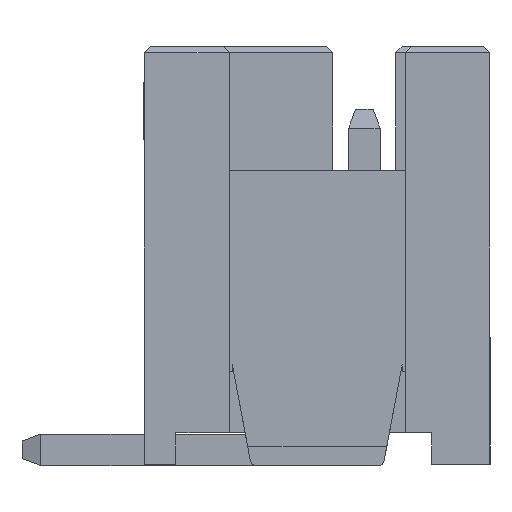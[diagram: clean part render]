
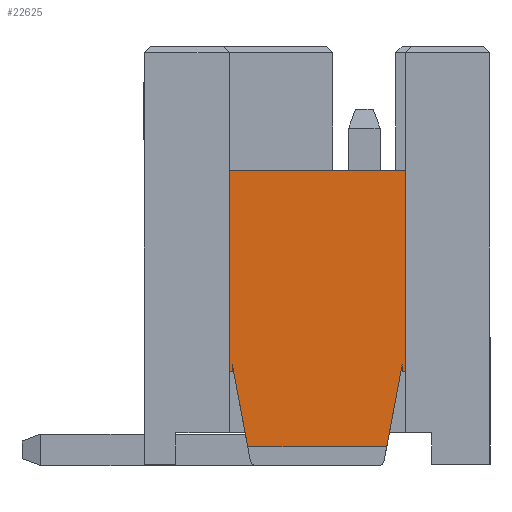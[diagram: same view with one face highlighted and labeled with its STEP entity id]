
A CAD part, left-side view. The second image highlights one B-rep face of the part: STEP entity #22625.
In plain terms, the highlighted planar face has unit normal (-1, 0, 0).
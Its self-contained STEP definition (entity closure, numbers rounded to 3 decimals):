
#184 = EDGE_CURVE ( 'NONE', #5444, #11568, #1378, .T. ) ;
#654 = VERTEX_POINT ( 'NONE', #6564 ) ;
#662 = ORIENTED_EDGE ( 'NONE', *, *, #1862, .F. ) ;
#1378 = LINE ( 'NONE', #7052, #5003 ) ;
#1565 = EDGE_CURVE ( 'NONE', #8172, #7029, #9933, .T. ) ;
#1583 = CARTESIAN_POINT ( 'NONE',  ( -7.5, -2.775, 1.48 ) ) ;
#1713 = EDGE_LOOP ( 'NONE', ( #4729, #20095, #662, #10834, #14222, #9889, #16636, #12994, #4482, #3396 ) ) ;
#1862 = EDGE_CURVE ( 'NONE', #7029, #5444, #21487, .T. ) ;
#2474 = CARTESIAN_POINT ( 'NONE',  ( -7.5, 0.825, 1.48 ) ) ;
#2834 = CARTESIAN_POINT ( 'NONE',  ( -7.5, 0.375, 1.58 ) ) ;
#3067 = DIRECTION ( 'NONE',  ( 0., 0.184, 0.983 ) ) ;
#3396 = ORIENTED_EDGE ( 'NONE', *, *, #9188, .T. ) ;
#3931 = CARTESIAN_POINT ( 'NONE',  ( -7.5, 0.375, 1.48 ) ) ;
#4179 = DIRECTION ( 'NONE',  ( 0., 0.184, -0.983 ) ) ;
#4221 = DIRECTION ( 'NONE',  ( -1., 0., 0. ) ) ;
#4280 = AXIS2_PLACEMENT_3D ( 'NONE', #22007, #4221, #15876 ) ;
#4482 = ORIENTED_EDGE ( 'NONE', *, *, #6036, .T. ) ;
#4608 = VERTEX_POINT ( 'NONE', #13234 ) ;
#4729 = ORIENTED_EDGE ( 'NONE', *, *, #5262, .F. ) ;
#4985 = VECTOR ( 'NONE', #6974, 1000. ) ;
#5003 = VECTOR ( 'NONE', #3067, 1000. ) ;
#5262 = EDGE_CURVE ( 'NONE', #11568, #12260, #20844, .T. ) ;
#5444 = VERTEX_POINT ( 'NONE', #9682 ) ;
#5903 = CARTESIAN_POINT ( 'NONE',  ( -7.5, 0.825, 1.48 ) ) ;
#6036 = EDGE_CURVE ( 'NONE', #4608, #654, #19502, .T. ) ;
#6291 = EDGE_CURVE ( 'NONE', #18994, #8172, #10572, .T. ) ;
#6453 = CARTESIAN_POINT ( 'NONE',  ( -7.5, -2.325, 0.18 ) ) ;
#6564 = CARTESIAN_POINT ( 'NONE',  ( -7.5, 0.825, 1.48 ) ) ;
#6567 = LINE ( 'NONE', #2474, #18717 ) ;
#6974 = DIRECTION ( 'NONE',  ( 0., 0., -1. ) ) ;
#7029 = VERTEX_POINT ( 'NONE', #20794 ) ;
#7052 = CARTESIAN_POINT ( 'NONE',  ( -7.5, 0.03, -0.262 ) ) ;
#7179 = EDGE_CURVE ( 'NONE', #24677, #7853, #21149, .T. ) ;
#7675 = VECTOR ( 'NONE', #12064, 1000. ) ;
#7853 = VERTEX_POINT ( 'NONE', #13123 ) ;
#7990 = DIRECTION ( 'NONE',  ( 0., -1., 0. ) ) ;
#8055 = VECTOR ( 'NONE', #7990, 1000. ) ;
#8167 = VECTOR ( 'NONE', #14283, 1000. ) ;
#8172 = VERTEX_POINT ( 'NONE', #15704 ) ;
#9188 = EDGE_CURVE ( 'NONE', #654, #12260, #6567, .T. ) ;
#9383 = VECTOR ( 'NONE', #11144, 1000. ) ;
#9682 = CARTESIAN_POINT ( 'NONE',  ( -7.5, 0.131, 0.28 ) ) ;
#9889 = ORIENTED_EDGE ( 'NONE', *, *, #20194, .T. ) ;
#9933 = LINE ( 'NONE', #17769, #12639 ) ;
#9952 = CARTESIAN_POINT ( 'NONE',  ( -7.5, -2.325, 0.28 ) ) ;
#10572 = LINE ( 'NONE', #6453, #8167 ) ;
#10834 = ORIENTED_EDGE ( 'NONE', *, *, #1565, .F. ) ;
#11144 = DIRECTION ( 'NONE',  ( 0., 0., 1. ) ) ;
#11543 = EDGE_CURVE ( 'NONE', #7853, #4608, #16063, .T. ) ;
#11568 = VERTEX_POINT ( 'NONE', #2834 ) ;
#11774 = FACE_OUTER_BOUND ( 'NONE', #1713, .T. ) ;
#11804 = DIRECTION ( 'NONE',  ( 0., 0., -1. ) ) ;
#12064 = DIRECTION ( 'NONE',  ( 0., 1., 0. ) ) ;
#12260 = VERTEX_POINT ( 'NONE', #3931 ) ;
#12297 = CARTESIAN_POINT ( 'NONE',  ( -7.5, 0.825, 1.48 ) ) ;
#12327 = DIRECTION ( 'NONE',  ( 0., -1., 0. ) ) ;
#12639 = VECTOR ( 'NONE', #4179, 1000. ) ;
#12994 = ORIENTED_EDGE ( 'NONE', *, *, #11543, .T. ) ;
#13123 = CARTESIAN_POINT ( 'NONE',  ( -7.5, -2.775, 4.68 ) ) ;
#13234 = CARTESIAN_POINT ( 'NONE',  ( -7.5, 0.825, 4.68 ) ) ;
#14127 = CARTESIAN_POINT ( 'NONE',  ( -7.5, -2.325, 4.68 ) ) ;
#14222 = ORIENTED_EDGE ( 'NONE', *, *, #6291, .F. ) ;
#14283 = DIRECTION ( 'NONE',  ( 0., 0., 1. ) ) ;
#14443 = PLANE ( 'NONE',  #4280 ) ;
#15704 = CARTESIAN_POINT ( 'NONE',  ( -7.5, -2.325, 1.58 ) ) ;
#15876 = DIRECTION ( 'NONE',  ( 0., 0., 1. ) ) ;
#16063 = LINE ( 'NONE', #14127, #7675 ) ;
#16636 = ORIENTED_EDGE ( 'NONE', *, *, #7179, .T. ) ;
#17064 = CARTESIAN_POINT ( 'NONE',  ( -7.5, -2.775, 1.48 ) ) ;
#17769 = CARTESIAN_POINT ( 'NONE',  ( -7.5, -2.071, 0.228 ) ) ;
#18717 = VECTOR ( 'NONE', #12327, 1000. ) ;
#18948 = VECTOR ( 'NONE', #11804, 1000. ) ;
#18994 = VERTEX_POINT ( 'NONE', #23184 ) ;
#19502 = LINE ( 'NONE', #5903, #18948 ) ;
#20095 = ORIENTED_EDGE ( 'NONE', *, *, #184, .F. ) ;
#20194 = EDGE_CURVE ( 'NONE', #18994, #24677, #22063, .T. ) ;
#20794 = CARTESIAN_POINT ( 'NONE',  ( -7.5, -2.081, 0.28 ) ) ;
#20844 = LINE ( 'NONE', #24556, #4985 ) ;
#21149 = LINE ( 'NONE', #17064, #9383 ) ;
#21262 = VECTOR ( 'NONE', #24968, 1000. ) ;
#21487 = LINE ( 'NONE', #9952, #21262 ) ;
#22007 = CARTESIAN_POINT ( 'NONE',  ( -7.5, -2.325, 0.18 ) ) ;
#22063 = LINE ( 'NONE', #12297, #8055 ) ;
#22625 = ADVANCED_FACE ( 'NONE', ( #11774 ), #14443, .T. ) ;
#23184 = CARTESIAN_POINT ( 'NONE',  ( -7.5, -2.325, 1.48 ) ) ;
#24556 = CARTESIAN_POINT ( 'NONE',  ( -7.5, 0.375, 0.18 ) ) ;
#24677 = VERTEX_POINT ( 'NONE', #1583 ) ;
#24968 = DIRECTION ( 'NONE',  ( 0., 1., 0. ) ) ;
